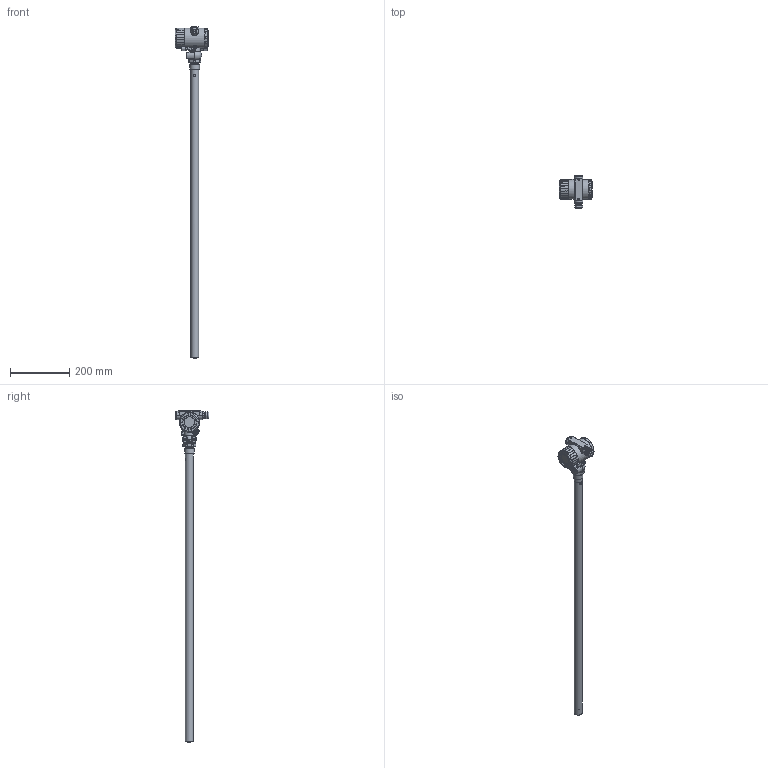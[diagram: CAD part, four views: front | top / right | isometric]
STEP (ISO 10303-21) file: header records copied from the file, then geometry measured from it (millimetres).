
FILE_DESCRIPTION(('STEP AP242'), '1');
FILE_NAME('櫻蠉錪', '', ('UNSPECIFIED'), ('UNSPECIFIED'), 'C3D Converter', 'C3D Toolkit', '');
FILE_SCHEMA(('AP242_MANAGED_MODEL_BASED_3D_ENGINEERING_MIM_LF { 1 0 10303 442 1 1 4 }'));
Length unit declared in the file: millimetre
Bounding box: 113.9 x 114.71 x 1124.61 mm (x, y, z)
Surface area: 237979.9 mm2 (no closed solid volume)
Topology: 0 solids, 69 shells, 675 faces, 3887 edges, 3239 vertices
Faces by surface type: plane 416, cylinder 125, cone 69, bspline 38, torus 22, sphere 5
Full cylindrical faces by diameter (mm): 2.6 x2, 3.3 x4, 4.5 x2, 5 x2, 8 x8, 9 x2, 10 x1, 10.184 x1, 12 x1, 18 x1, 20 x3, 22 x2, 22.9 x1, 25 x1, 26.9 x1, 28 x2, 29 x1, 29.5 x1, 33 x1, 36 x1, 40 x1, 68 x2
Entity records: 68812 total; most frequent: CARTESIAN_POINT 37497, ORIENTED_EDGE 5091, DIRECTION 3885, EDGE_CURVE 3811, VERTEX_POINT 3237, B_SPLINE_CURVE_WITH_KNOTS 1669, LINE 1651, VECTOR 1651
